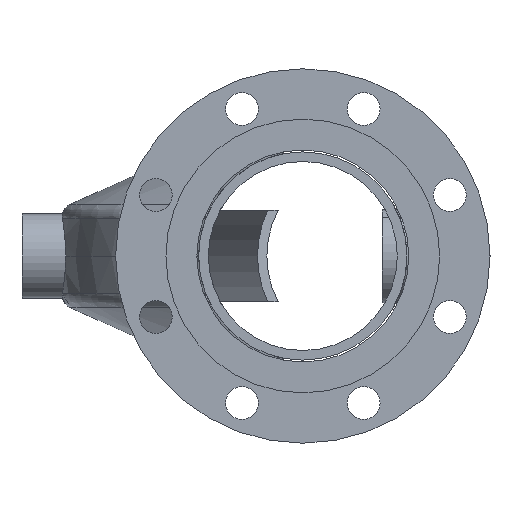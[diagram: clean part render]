
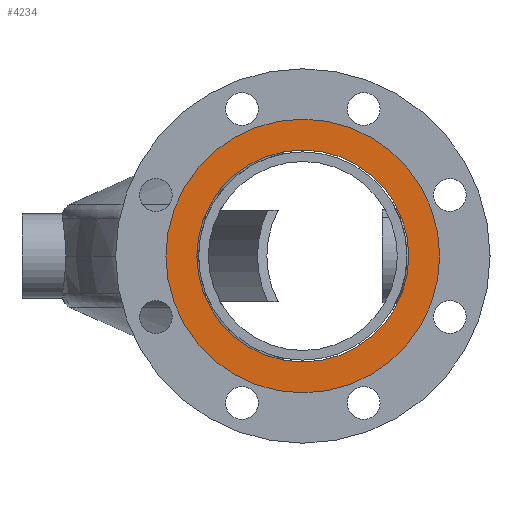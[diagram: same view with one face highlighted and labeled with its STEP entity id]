
A CAD part, left-side view. The second image highlights one B-rep face of the part: STEP entity #4234.
In plain terms, the highlighted face is planar.
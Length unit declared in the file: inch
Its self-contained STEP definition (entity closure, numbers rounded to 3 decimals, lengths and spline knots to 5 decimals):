
#44 = VERTEX_POINT ( 'NONE', #2799 ) ;
#126 = CIRCLE ( 'NONE', #3211, 2.83 ) ;
#252 = CARTESIAN_POINT ( 'NONE',  ( 0., 0., -3.65625 ) ) ;
#326 = PLANE ( 'NONE',  #3604 ) ;
#546 = DIRECTION ( 'NONE',  ( 0., 0., 1. ) ) ;
#626 = EDGE_CURVE ( 'NONE', #1222, #1468, #126, .T. ) ;
#637 = CIRCLE ( 'NONE', #792, 3.65625 ) ;
#680 = DIRECTION ( 'NONE',  ( 0., 1., 0. ) ) ;
#792 = AXIS2_PLACEMENT_3D ( 'NONE', #3277, #3624, #546 ) ;
#862 = AXIS2_PLACEMENT_3D ( 'NONE', #3091, #1377, #1050 ) ;
#1000 = CARTESIAN_POINT ( 'NONE',  ( 0., 0., 0. ) ) ;
#1034 = DIRECTION ( 'NONE',  ( 0., 0., 1. ) ) ;
#1050 = DIRECTION ( 'NONE',  ( 0., 0., 1. ) ) ;
#1222 = VERTEX_POINT ( 'NONE', #2541 ) ;
#1354 = EDGE_CURVE ( 'NONE', #2809, #44, #637, .T. ) ;
#1377 = DIRECTION ( 'NONE',  ( 0., 1., 0. ) ) ;
#1468 = VERTEX_POINT ( 'NONE', #3477 ) ;
#1534 = EDGE_LOOP ( 'NONE', ( #2299, #2983 ) ) ;
#1537 = EDGE_CURVE ( 'NONE', #1468, #1222, #4363, .T. ) ;
#1610 = ORIENTED_EDGE ( 'NONE', *, *, #2489, .F. ) ;
#1618 = EDGE_LOOP ( 'NONE', ( #1610, #4398 ) ) ;
#1772 = FACE_OUTER_BOUND ( 'NONE', #1618, .T. ) ;
#2051 = CARTESIAN_POINT ( 'NONE',  ( 0., 0., 0. ) ) ;
#2144 = DIRECTION ( 'NONE',  ( 0., 1., 0. ) ) ;
#2299 = ORIENTED_EDGE ( 'NONE', *, *, #1537, .T. ) ;
#2362 = FACE_BOUND ( 'NONE', #1534, .T. ) ;
#2365 = AXIS2_PLACEMENT_3D ( 'NONE', #1000, #3763, #4141 ) ;
#2489 = EDGE_CURVE ( 'NONE', #44, #2809, #3720, .T. ) ;
#2541 = CARTESIAN_POINT ( 'NONE',  ( 0., 0., -2.83 ) ) ;
#2799 = CARTESIAN_POINT ( 'NONE',  ( 0., 0., 3.65625 ) ) ;
#2809 = VERTEX_POINT ( 'NONE', #252 ) ;
#2983 = ORIENTED_EDGE ( 'NONE', *, *, #626, .T. ) ;
#3091 = CARTESIAN_POINT ( 'NONE',  ( 0., 0., 0. ) ) ;
#3211 = AXIS2_PLACEMENT_3D ( 'NONE', #2051, #680, #4357 ) ;
#3277 = CARTESIAN_POINT ( 'NONE',  ( 0., 0., 0. ) ) ;
#3435 = CARTESIAN_POINT ( 'NONE',  ( 0., 0., 0. ) ) ;
#3477 = CARTESIAN_POINT ( 'NONE',  ( 0., 0., 2.83 ) ) ;
#3604 = AXIS2_PLACEMENT_3D ( 'NONE', #3435, #2144, #1034 ) ;
#3624 = DIRECTION ( 'NONE',  ( 0., 1., 0. ) ) ;
#3720 = CIRCLE ( 'NONE', #2365, 3.65625 ) ;
#3763 = DIRECTION ( 'NONE',  ( 0., 1., 0. ) ) ;
#4141 = DIRECTION ( 'NONE',  ( 0., 0., 1. ) ) ;
#4234 = ADVANCED_FACE ( 'NONE', ( #2362, #1772 ), #326, .F. ) ;
#4357 = DIRECTION ( 'NONE',  ( 0., 0., 1. ) ) ;
#4363 = CIRCLE ( 'NONE', #862, 2.83 ) ;
#4398 = ORIENTED_EDGE ( 'NONE', *, *, #1354, .F. ) ;
